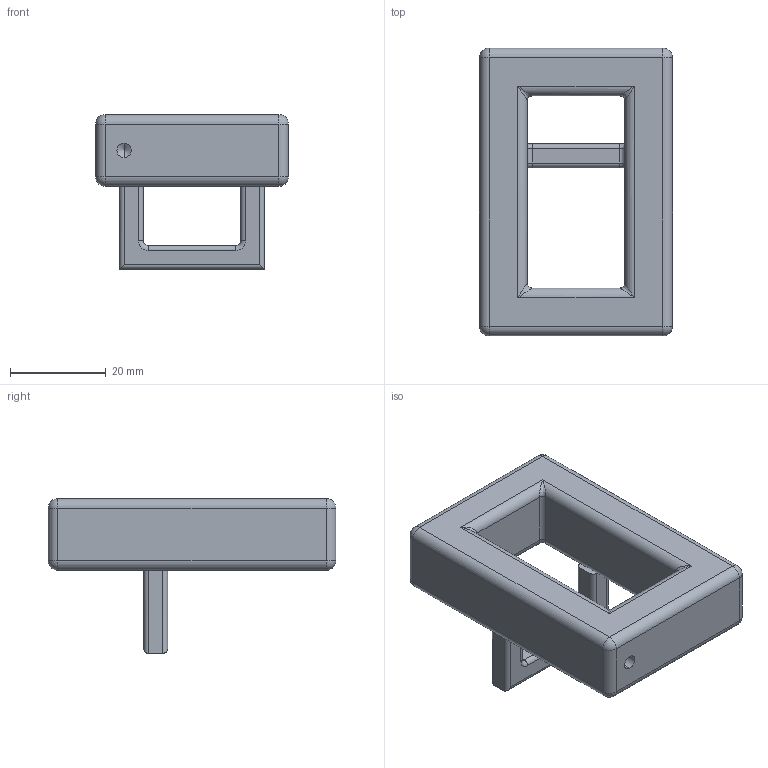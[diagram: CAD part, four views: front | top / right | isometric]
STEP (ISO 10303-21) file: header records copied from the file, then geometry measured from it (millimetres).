
FILE_DESCRIPTION (( 'STEP AP203' ), '1' );
FILE_NAME ('Mirrortop_mot_hold_2_Default_sldprt.STEP', '2022-06-04T22:40:33', ( '' ), ( '' ), 'SwSTEP 2.0', 'SolidWorks 2021', '' );
FILE_SCHEMA (( 'CONFIG_CONTROL_DESIGN' ));
Length unit declared in the file: millimetre
Products named in the file (1): Mirrortop_mot_hold_2_Default_sldprt
Bounding box: 40.4 x 60.2 x 32.4 mm (x, y, z)
Volume: 24649 mm3; surface area: 8875.3 mm2
Topology: 2 solids, 2 shells, 106 faces, 244 edges, 121 vertices
Faces by surface type: cylinder 48, plane 20, cone 18, sphere 8, bspline 8, torus 4
Entity records: 3097 total; most frequent: CARTESIAN_POINT 834, DIRECTION 480, ORIENTED_EDGE 436, EDGE_CURVE 218, AXIS2_PLACEMENT_3D 183, VERTEX_POINT 121, LINE 114, VECTOR 114
